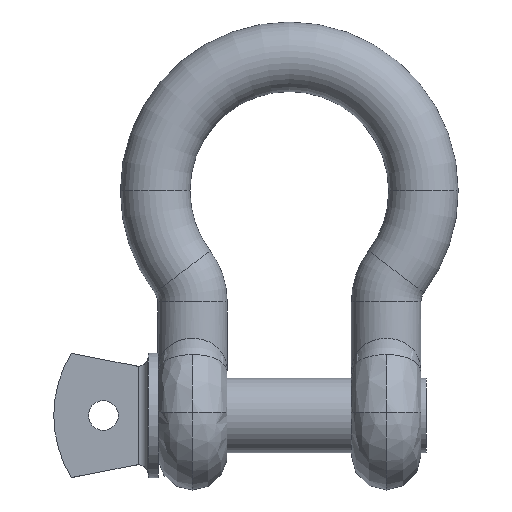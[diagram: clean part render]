
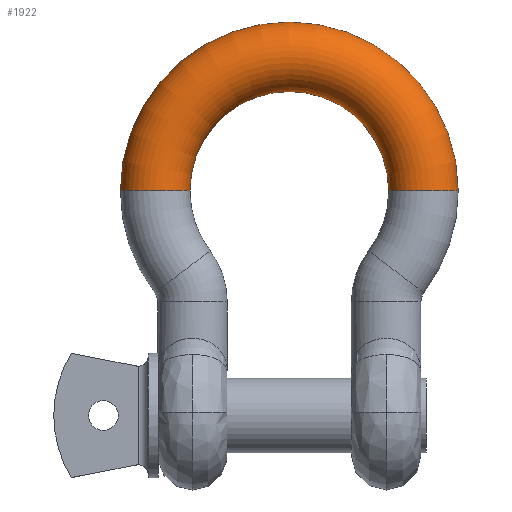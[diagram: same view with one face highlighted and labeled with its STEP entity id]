
A CAD part, top view. The second image highlights one B-rep face of the part: STEP entity #1922.
In plain terms, the highlighted toroidal (fillet/blend) face has major radius 13.5 mm and minor radius 3.5 mm.
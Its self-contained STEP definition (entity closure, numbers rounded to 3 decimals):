
#1 = CARTESIAN_POINT ( 'NONE',  ( 17., 0., 0. ) ) ;
#31 = DIRECTION ( 'NONE',  ( 1., 0., 0. ) ) ;
#129 = CARTESIAN_POINT ( 'NONE',  ( -13.5, 0., 0. ) ) ;
#250 = CARTESIAN_POINT ( 'NONE',  ( 0., 0., 0. ) ) ;
#262 = CARTESIAN_POINT ( 'NONE',  ( -17., 0., 0. ) ) ;
#339 = CARTESIAN_POINT ( 'NONE',  ( 13.5, 0., 0. ) ) ;
#404 = EDGE_CURVE ( 'NONE', #2731, #730, #674, .T. ) ;
#516 = AXIS2_PLACEMENT_3D ( 'NONE', #250, #673, #2252 ) ;
#601 = ORIENTED_EDGE ( 'NONE', *, *, #2102, .F. ) ;
#673 = DIRECTION ( 'NONE',  ( 0., 0., 1. ) ) ;
#674 = CIRCLE ( 'NONE', #785, 3.5 ) ;
#730 = VERTEX_POINT ( 'NONE', #2363 ) ;
#758 = EDGE_CURVE ( 'NONE', #1909, #2457, #1345, .T. ) ;
#785 = AXIS2_PLACEMENT_3D ( 'NONE', #129, #2139, #1951 ) ;
#1030 = DIRECTION ( 'NONE',  ( 0., 0., -1. ) ) ;
#1224 = DIRECTION ( 'NONE',  ( 1., 0., 0. ) ) ;
#1345 = CIRCLE ( 'NONE', #1405, 3.5 ) ;
#1405 = AXIS2_PLACEMENT_3D ( 'NONE', #339, #1444, #1030 ) ;
#1444 = DIRECTION ( 'NONE',  ( 0., -1., 0. ) ) ;
#1549 = AXIS2_PLACEMENT_3D ( 'NONE', #2757, #2096, #31 ) ;
#1592 = TOROIDAL_SURFACE ( 'NONE', #516, 13.5, 3.5 ) ;
#1633 = ORIENTED_EDGE ( 'NONE', *, *, #758, .F. ) ;
#1738 = ORIENTED_EDGE ( 'NONE', *, *, #1750, .T. ) ;
#1750 = EDGE_CURVE ( 'NONE', #1909, #2731, #2259, .T. ) ;
#1797 = AXIS2_PLACEMENT_3D ( 'NONE', #1882, #2338, #1224 ) ;
#1858 = ORIENTED_EDGE ( 'NONE', *, *, #404, .T. ) ;
#1882 = CARTESIAN_POINT ( 'NONE',  ( 0., 0., 0. ) ) ;
#1909 = VERTEX_POINT ( 'NONE', #1 ) ;
#1922 = ADVANCED_FACE ( 'NONE', ( #2867 ), #1592, .T. ) ;
#1951 = DIRECTION ( 'NONE',  ( -1., 0., 0. ) ) ;
#2096 = DIRECTION ( 'NONE',  ( 0., 0., 1. ) ) ;
#2102 = EDGE_CURVE ( 'NONE', #2457, #730, #2292, .T. ) ;
#2139 = DIRECTION ( 'NONE',  ( 0., 1., 0. ) ) ;
#2252 = DIRECTION ( 'NONE',  ( 1., 0., 0. ) ) ;
#2259 = CIRCLE ( 'NONE', #1797, 17. ) ;
#2292 = CIRCLE ( 'NONE', #1549, 10. ) ;
#2338 = DIRECTION ( 'NONE',  ( 0., 0., 1. ) ) ;
#2363 = CARTESIAN_POINT ( 'NONE',  ( -10., 0., 0. ) ) ;
#2457 = VERTEX_POINT ( 'NONE', #2752 ) ;
#2545 = EDGE_LOOP ( 'NONE', ( #1633, #1738, #1858, #601 ) ) ;
#2731 = VERTEX_POINT ( 'NONE', #262 ) ;
#2752 = CARTESIAN_POINT ( 'NONE',  ( 10., 0., 0. ) ) ;
#2757 = CARTESIAN_POINT ( 'NONE',  ( 0., 0., 0. ) ) ;
#2867 = FACE_OUTER_BOUND ( 'NONE', #2545, .T. ) ;
